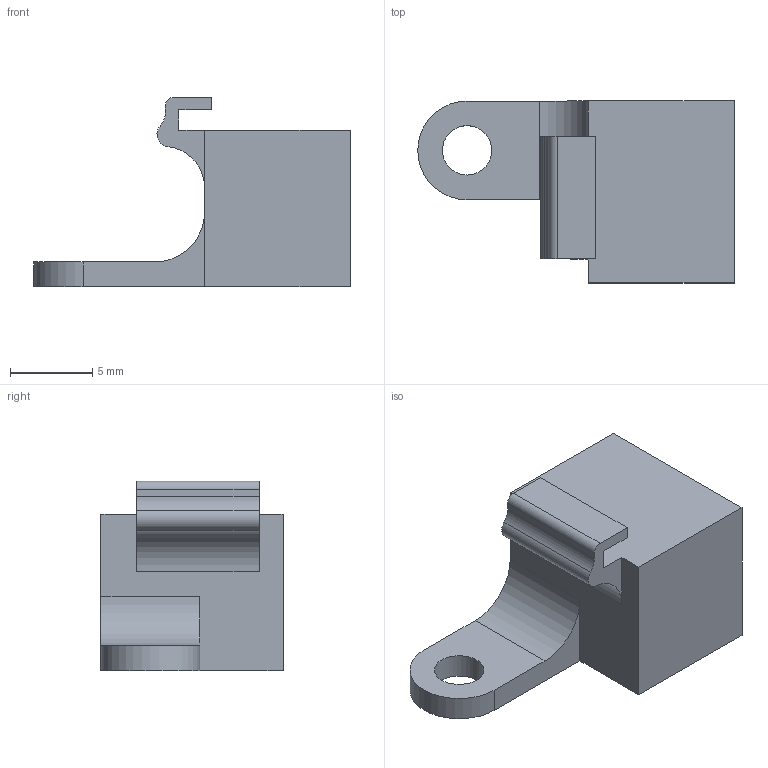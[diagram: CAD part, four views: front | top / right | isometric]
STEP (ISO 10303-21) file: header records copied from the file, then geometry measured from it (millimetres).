
FILE_DESCRIPTION(/* description */ (''),/* implementation_level */ '2;1');
FILE_NAME(/* name */ '201ScreenSaver.step',/* time_stamp */ '2024-03-31T09:34:12+01:00',/* author */ (''),/* organization */ (''),/* preprocessor_version */ 'ST-DEVELOPER v20',/* originating_system */ 'Autodesk Translation Framework v12.20.1.177',/* authorisation */ '');
FILE_SCHEMA (('AUTOMOTIVE_DESIGN { 1 0 10303 214 3 1 1 }'));
Length unit declared in the file: millimetre
Products named in the file (1): Screen Support 2
Bounding box: 19.23 x 11.07 x 11.5 mm (x, y, z)
Volume: 1074.6 mm3; surface area: 817.4 mm2
Topology: 1 solids, 1 shells, 22 faces, 60 edges, 40 vertices
Faces by surface type: plane 15, cylinder 7
Full cylindrical faces by diameter (mm): 3 x1
Entity records: 735 total; most frequent: CARTESIAN_POINT 123, ORIENTED_EDGE 120, DIRECTION 120, EDGE_CURVE 60, LINE 46, VECTOR 46, VERTEX_POINT 40, AXIS2_PLACEMENT_3D 37
